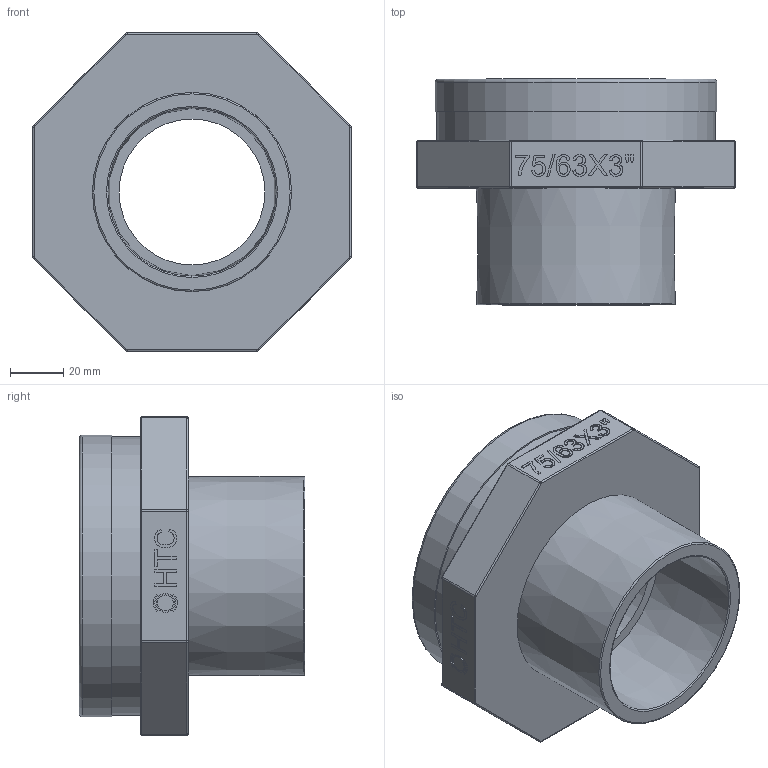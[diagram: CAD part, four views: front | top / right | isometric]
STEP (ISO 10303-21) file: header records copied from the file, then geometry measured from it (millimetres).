
FILE_DESCRIPTION(/* description */ (''),/* implementation_level */ '2;1');
FILE_NAME(/* name */ 'AF0351.075.090.step',/* time_stamp */ '2026-01-22T10:02:13+01:00',/* author */ (''),/* organization */ (''),/* preprocessor_version */ 'ST-DEVELOPER v20.1',/* originating_system */ 'Autodesk Translation Framework v14.21.0.0',/* authorisation */ '');
FILE_SCHEMA (('AUTOMOTIVE_DESIGN { 1 0 10303 214 3 1 1 }'));
Length unit declared in the file: millimetre
Products named in the file (1): AF0351.075.090
Bounding box: 120.5 x 85.08 x 120.5 mm (x, y, z)
Volume: 263314.5 mm3; surface area: 82142.7 mm2
Topology: 2 solids, 2 shells, 292 faces, 724 edges, 471 vertices
Faces by surface type: plane 157, cylinder 64, bspline 63, torus 6, cone 2
Full cylindrical faces by diameter (mm): 6 x1, 7 x1, 55 x1, 84.926 x12, 87.884 x13, 88.305 x1, 90 x1, 104.986 x1, 105 x1, 106.152 x1
Entity records: 16522 total; most frequent: CARTESIAN_POINT 9920, ORIENTED_EDGE 1448, DIRECTION 1147, EDGE_CURVE 724, VERTEX_POINT 471, LINE 461, VECTOR 461, AXIS2_PLACEMENT_3D 343
